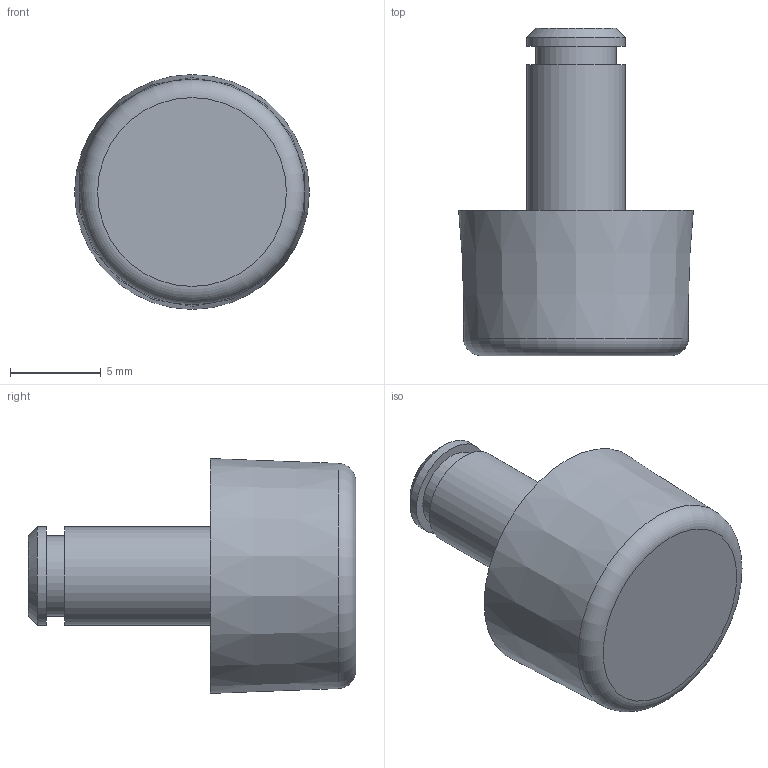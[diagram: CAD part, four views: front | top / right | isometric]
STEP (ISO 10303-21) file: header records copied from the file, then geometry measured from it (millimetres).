
FILE_DESCRIPTION(/* description */ (''),/* implementation_level */ '2;1');
FILE_NAME(/* name */ '',/* time_stamp */ '2025-07-29T00:48:15+03:00',/* author */ ('Makusimu'),/* organization */ (''),/* preprocessor_version */ 'ST-DEVELOPER v20',/* originating_system */ 'Autodesk Inventor 2025',/* authorisation */ '');
FILE_SCHEMA (('AUTOMOTIVE_DESIGN { 1 0 10303 214 3 1 1 }'));
Length unit declared in the file: millimetre
Products named in the file (1): Кнопка для кухонной 
плиты (Укороченная)
Bounding box: 12.9 x 18 x 12.9 mm (x, y, z)
Volume: 677.6 mm3; surface area: 1220.7 mm2
Topology: 1 solids, 1 shells, 18 faces, 32 edges, 21 vertices
Faces by surface type: plane 9, cylinder 5, cone 3, torus 1
Full cylindrical faces by diameter (mm): 4.4 x1, 5.4 x2
Entity records: 489 total; most frequent: DIRECTION 88, CARTESIAN_POINT 72, ORIENTED_EDGE 64, AXIS2_PLACEMENT_3D 37, EDGE_CURVE 32, EDGE_LOOP 23, VERTEX_POINT 21, FACE_OUTER_BOUND 18
